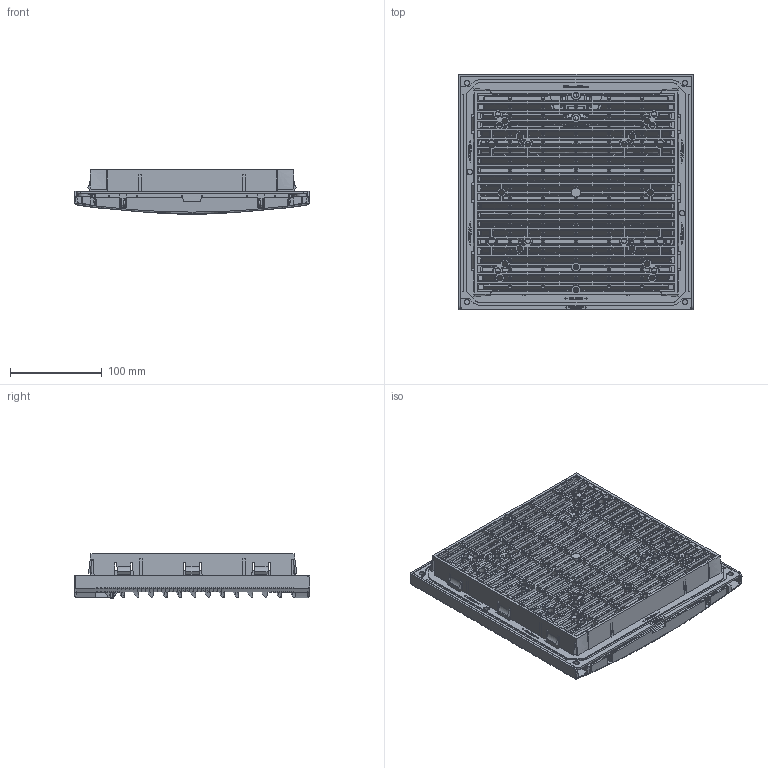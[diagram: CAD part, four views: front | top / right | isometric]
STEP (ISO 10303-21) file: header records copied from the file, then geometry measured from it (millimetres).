
FILE_DESCRIPTION(('FreeCAD Model'),'2;1');
FILE_NAME('LFGH200.stp', '2020-03-12T09:11:59',('Author'),(''), 'Open CASCADE STEP processor 7.3','FreeCAD','Unknown');
FILE_SCHEMA(('AUTOMOTIVE_DESIGN { 1 0 10303 214 1 1 1 1 }'));
Length unit declared in the file: millimetre
Products named in the file (3): Latch; Grille; Frame_Base
Bounding box: 255.43 x 256.25 x 48.55 mm (x, y, z)
Volume: 420249 mm3; surface area: 453902.6 mm2
Topology: 3 solids, 4 shells, 5309 faces, 15272 edges, 10015 vertices
Faces by surface type: plane 2373, cylinder 1575, bspline 991, cone 370
Entity records: 719140 total; most frequent: CARTESIAN_POINT 466122, ORIENTED_EDGE 30534, PCURVE 30534, DEFINITIONAL_REPRESENTATION 30534, DIRECTION 29787, B_SPLINE_CURVE_WITH_KNOTS 25256, LINE 17676, VECTOR 17676
